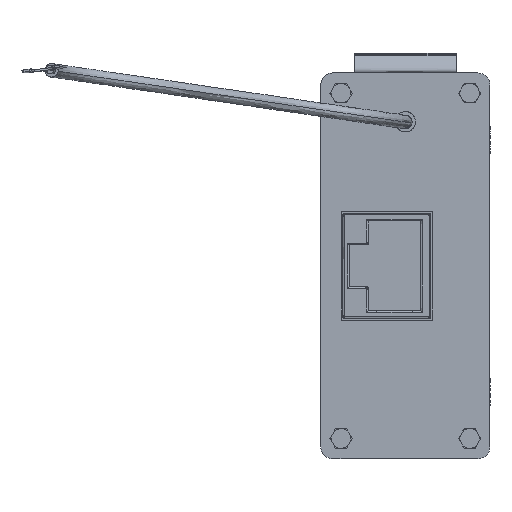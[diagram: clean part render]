
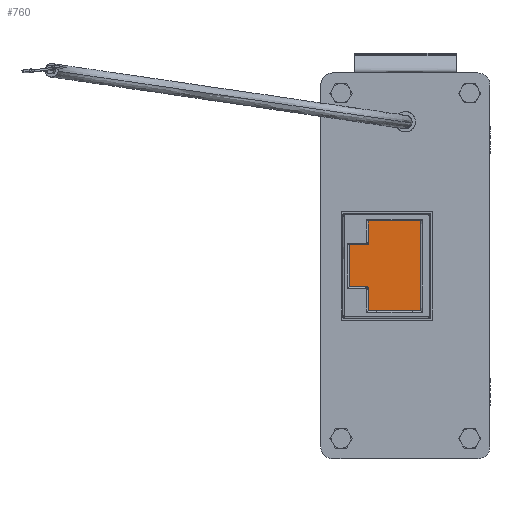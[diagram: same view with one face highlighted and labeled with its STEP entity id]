
A CAD part, front view. The second image highlights one B-rep face of the part: STEP entity #760.
In plain terms, the highlighted free-form (B-spline) face has degree [1, 1] with [2, 2] control points.
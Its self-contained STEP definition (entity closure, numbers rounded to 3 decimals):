
#54 = CARTESIAN_POINT ( 'NONE',  ( 2.259, 6.663, 6.639 ) ) ;
#64 = CARTESIAN_POINT ( 'NONE',  ( -5.674, 6.663, -3.095 ) ) ;
#130 = B_SPLINE_CURVE_WITH_KNOTS ( 'NONE', 1,
 ( #19206, #17142 ),
 .UNSPECIFIED., .F., .F.,
 ( 2, 2 ),
 ( 0., 1. ),
 .UNSPECIFIED. ) ;
#299 = CARTESIAN_POINT ( 'NONE',  ( 2.259, 6.663, -6.639 ) ) ;
#476 = B_SPLINE_CURVE_WITH_KNOTS ( 'NONE', 1,
 ( #14536, #12858 ),
 .UNSPECIFIED., .F., .F.,
 ( 2, 2 ),
 ( 0., 1. ),
 .UNSPECIFIED. ) ;
#562 = EDGE_CURVE ( 'NONE', #9100, #14946, #476, .T. ) ;
#760 = ADVANCED_FACE ( 'NONE', ( #6266 ), #23248, .F. ) ;
#924 = VERTEX_POINT ( 'NONE', #11908 ) ;
#952 = ORIENTED_EDGE ( 'NONE', *, *, #1717, .T. ) ;
#1289 = ORIENTED_EDGE ( 'NONE', *, *, #18194, .T. ) ;
#1603 = CARTESIAN_POINT ( 'NONE',  ( -8.286, 6.663, -3.095 ) ) ;
#1717 = EDGE_CURVE ( 'NONE', #8978, #24804, #16265, .T. ) ;
#2072 = B_SPLINE_CURVE_WITH_KNOTS ( 'NONE', 3,
 ( #4618, #11174, #22724, #15021, #24763, #7056 ),
 .UNSPECIFIED., .F., .F.,
 ( 4, 2, 4 ),
 ( 0., 0.5, 1. ),
 .UNSPECIFIED. ) ;
#2183 = CARTESIAN_POINT ( 'NONE',  ( 2.259, 6.663, -6.639 ) ) ;
#3812 = CARTESIAN_POINT ( 'NONE',  ( -5.474, 6.663, 6.639 ) ) ;
#4477 = CARTESIAN_POINT ( 'NONE',  ( -8.496, 6.663, -6.905 ) ) ;
#4607 = CARTESIAN_POINT ( 'NONE',  ( 2.259, 6.663, -6.639 ) ) ;
#4618 = CARTESIAN_POINT ( 'NONE',  ( -5.474, 6.663, 3.295 ) ) ;
#5181 = VERTEX_POINT ( 'NONE', #9625 ) ;
#5294 = ORIENTED_EDGE ( 'NONE', *, *, #20206, .T. ) ;
#5296 = EDGE_CURVE ( 'NONE', #14946, #8229, #9497, .T. ) ;
#5742 = CARTESIAN_POINT ( 'NONE',  ( -5.674, 6.663, -3.095 ) ) ;
#6014 = CARTESIAN_POINT ( 'NONE',  ( -5.474, 6.663, 6.639 ) ) ;
#6266 = FACE_OUTER_BOUND ( 'NONE', #19851, .T. ) ;
#6647 = CARTESIAN_POINT ( 'NONE',  ( -8.496, 6.663, 6.905 ) ) ;
#7056 = CARTESIAN_POINT ( 'NONE',  ( -5.674, 6.663, 3.095 ) ) ;
#8067 = CARTESIAN_POINT ( 'NONE',  ( -5.474, 6.663, 3.295 ) ) ;
#8229 = VERTEX_POINT ( 'NONE', #23121 ) ;
#8978 = VERTEX_POINT ( 'NONE', #19713 ) ;
#9100 = VERTEX_POINT ( 'NONE', #11589 ) ;
#9351 = CARTESIAN_POINT ( 'NONE',  ( -5.474, 6.663, -3.295 ) ) ;
#9497 = B_SPLINE_CURVE_WITH_KNOTS ( 'NONE', 1,
 ( #6014, #8067 ),
 .UNSPECIFIED., .F., .F.,
 ( 2, 2 ),
 ( 0., 1. ),
 .UNSPECIFIED. ) ;
#9625 = CARTESIAN_POINT ( 'NONE',  ( -5.474, 6.663, -6.639 ) ) ;
#9673 = ORIENTED_EDGE ( 'NONE', *, *, #18664, .T. ) ;
#9730 = CARTESIAN_POINT ( 'NONE',  ( -5.569, 6.663, -3.113 ) ) ;
#10069 = CARTESIAN_POINT ( 'NONE',  ( -5.474, 6.663, -3.295 ) ) ;
#10406 = B_SPLINE_CURVE_WITH_KNOTS ( 'NONE', 1,
 ( #299, #54 ),
 .UNSPECIFIED., .F., .F.,
 ( 2, 2 ),
 ( 0., 1. ),
 .UNSPECIFIED. ) ;
#10602 = ORIENTED_EDGE ( 'NONE', *, *, #12066, .T. ) ;
#11174 = CARTESIAN_POINT ( 'NONE',  ( -5.474, 6.663, 3.24 ) ) ;
#11589 = CARTESIAN_POINT ( 'NONE',  ( 2.259, 6.663, 6.639 ) ) ;
#11908 = CARTESIAN_POINT ( 'NONE',  ( -5.674, 6.663, -3.095 ) ) ;
#11946 = CARTESIAN_POINT ( 'NONE',  ( -5.474, 6.663, -6.639 ) ) ;
#12066 = EDGE_CURVE ( 'NONE', #8229, #24598, #2072, .T. ) ;
#12857 = VERTEX_POINT ( 'NONE', #10069 ) ;
#12858 = CARTESIAN_POINT ( 'NONE',  ( -5.474, 6.663, 6.639 ) ) ;
#13192 = B_SPLINE_CURVE_WITH_KNOTS ( 'NONE', 1,
 ( #11946, #2183 ),
 .UNSPECIFIED., .F., .F.,
 ( 2, 2 ),
 ( 0., 1. ),
 .UNSPECIFIED. ) ;
#13212 = CARTESIAN_POINT ( 'NONE',  ( -5.474, 6.663, -3.295 ) ) ;
#14212 = ORIENTED_EDGE ( 'NONE', *, *, #18475, .T. ) ;
#14231 = CARTESIAN_POINT ( 'NONE',  ( -8.286, 6.663, -3.095 ) ) ;
#14362 = CARTESIAN_POINT ( 'NONE',  ( 2.47, 6.663, -6.905 ) ) ;
#14536 = CARTESIAN_POINT ( 'NONE',  ( 2.259, 6.663, 6.639 ) ) ;
#14946 = VERTEX_POINT ( 'NONE', #3812 ) ;
#15021 = CARTESIAN_POINT ( 'NONE',  ( -5.572, 6.663, 3.115 ) ) ;
#15630 = B_SPLINE_CURVE_WITH_KNOTS ( 'NONE', 1,
 ( #13212, #18738 ),
 .UNSPECIFIED., .F., .F.,
 ( 2, 2 ),
 ( 0., 1. ),
 .UNSPECIFIED. ) ;
#15816 = EDGE_CURVE ( 'NONE', #24598, #8978, #130, .T. ) ;
#16265 = B_SPLINE_CURVE_WITH_KNOTS ( 'NONE', 1,
 ( #20505, #20765 ),
 .UNSPECIFIED., .F., .F.,
 ( 2, 2 ),
 ( 0., 1. ),
 .UNSPECIFIED. ) ;
#16289 = B_SPLINE_CURVE_WITH_KNOTS ( 'NONE', 1,
 ( #1603, #64 ),
 .UNSPECIFIED., .F., .F.,
 ( 2, 2 ),
 ( 0., 1. ),
 .UNSPECIFIED. ) ;
#17073 = CARTESIAN_POINT ( 'NONE',  ( -5.674, 6.663, 3.095 ) ) ;
#17142 = CARTESIAN_POINT ( 'NONE',  ( -8.286, 6.663, 3.095 ) ) ;
#17175 = CARTESIAN_POINT ( 'NONE',  ( -5.643, 6.663, -3.096 ) ) ;
#17560 = CARTESIAN_POINT ( 'NONE',  ( -5.474, 6.663, -3.265 ) ) ;
#18194 = EDGE_CURVE ( 'NONE', #19597, #9100, #10406, .T. ) ;
#18475 = EDGE_CURVE ( 'NONE', #5181, #19597, #13192, .T. ) ;
#18664 = EDGE_CURVE ( 'NONE', #12857, #5181, #15630, .T. ) ;
#18738 = CARTESIAN_POINT ( 'NONE',  ( -5.474, 6.663, -6.639 ) ) ;
#18838 = EDGE_CURVE ( 'NONE', #12857, #924, #24906, .T. ) ;
#19206 = CARTESIAN_POINT ( 'NONE',  ( -5.674, 6.663, 3.095 ) ) ;
#19597 = VERTEX_POINT ( 'NONE', #4607 ) ;
#19713 = CARTESIAN_POINT ( 'NONE',  ( -8.286, 6.663, 3.095 ) ) ;
#19851 = EDGE_LOOP ( 'NONE', ( #9673, #14212, #1289, #21433, #20425, #10602, #25351, #952, #5294, #20164 ) ) ;
#20164 = ORIENTED_EDGE ( 'NONE', *, *, #18838, .F. ) ;
#20206 = EDGE_CURVE ( 'NONE', #24804, #924, #16289, .T. ) ;
#20425 = ORIENTED_EDGE ( 'NONE', *, *, #5296, .T. ) ;
#20505 = CARTESIAN_POINT ( 'NONE',  ( -8.286, 6.663, 3.095 ) ) ;
#20765 = CARTESIAN_POINT ( 'NONE',  ( -8.286, 6.663, -3.095 ) ) ;
#21433 = ORIENTED_EDGE ( 'NONE', *, *, #562, .T. ) ;
#22313 = CARTESIAN_POINT ( 'NONE',  ( 2.47, 6.663, 6.905 ) ) ;
#22724 = CARTESIAN_POINT ( 'NONE',  ( -5.493, 6.663, 3.193 ) ) ;
#23121 = CARTESIAN_POINT ( 'NONE',  ( -5.474, 6.663, 3.295 ) ) ;
#23248 = B_SPLINE_SURFACE_WITH_KNOTS ( 'NONE', 1, 1, ( 
 ( #14362, #22313 ),
 ( #4477, #6647 ) ),
 .UNSPECIFIED., .F., .F., .F.,
 ( 2, 2 ),
 ( 2, 2 ),
 ( -5.483, 5.483 ),
 ( -6.905, 6.905 ),
 .UNSPECIFIED. ) ;
#23587 = CARTESIAN_POINT ( 'NONE',  ( -5.491, 6.663, -3.191 ) ) ;
#24598 = VERTEX_POINT ( 'NONE', #17073 ) ;
#24763 = CARTESIAN_POINT ( 'NONE',  ( -5.619, 6.663, 3.095 ) ) ;
#24804 = VERTEX_POINT ( 'NONE', #14231 ) ;
#24906 = B_SPLINE_CURVE_WITH_KNOTS ( 'NONE', 3,
 ( #9351, #17560, #23587, #9730, #17175, #5742 ),
 .UNSPECIFIED., .F., .F.,
 ( 4, 1, 1, 4 ),
 ( 0., 0.293, 0.707, 1. ),
 .UNSPECIFIED. ) ;
#25351 = ORIENTED_EDGE ( 'NONE', *, *, #15816, .T. ) ;
